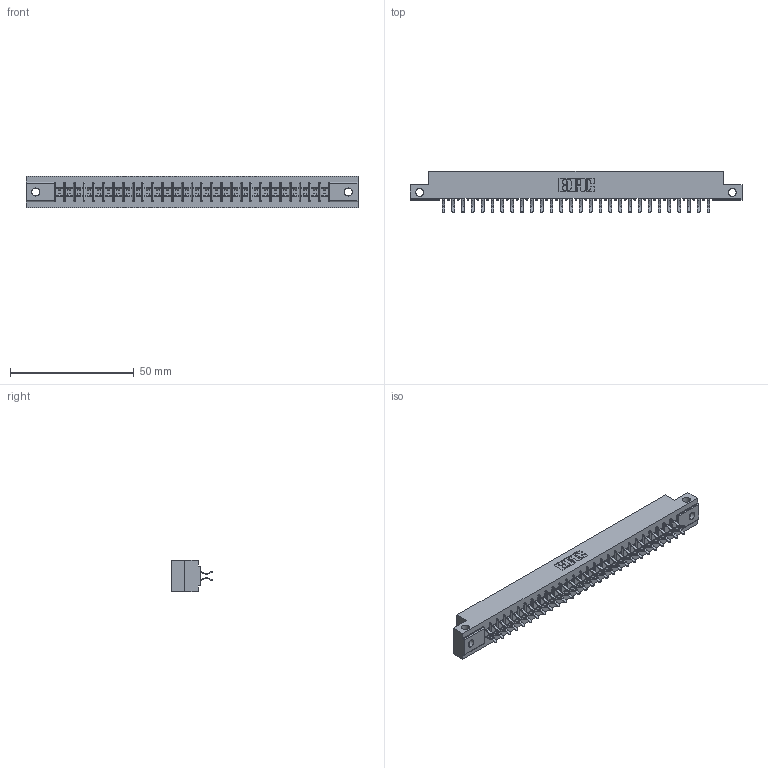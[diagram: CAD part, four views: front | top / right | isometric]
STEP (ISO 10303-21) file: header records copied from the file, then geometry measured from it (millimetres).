
FILE_DESCRIPTION (( 'STEP AP203' ), '1' );
FILE_NAME ('315-056-556-212.STEP', '2020-09-20T03:18:34', ( '' ), ( '' ), 'SwSTEP 2.0', 'SolidWorks 2020', '' );
FILE_SCHEMA (( 'CONFIG_CONTROL_DESIGN' ));
Length unit declared in the file: inch
Products named in the file (3): 305-290-001_556; 305 Part_.128 Dia; 315-056-556-212
Assembly tree (57 placements, depth 2):
  315-056-556-212
    305 Part_.128 Dia
    305-290-001_556  x56
Bounding box: 133.96 x 16.64 x 12.7 mm (x, y, z)
Volume: 13685.2 mm3; surface area: 17178.3 mm2
Topology: 57 solids, 57 shells, 3264 faces, 9396 edges, 6108 vertices
Faces by surface type: plane 1804, cylinder 1348, sphere 112
Entity records: 32649 total; most frequent: CARTESIAN_POINT 5454, ORIENTED_EDGE 5368, DIRECTION 5230, EDGE_CURVE 2684, VECTOR 2134, LINE 2134, VERTEX_POINT 1708, AXIS2_PLACEMENT_3D 1548
